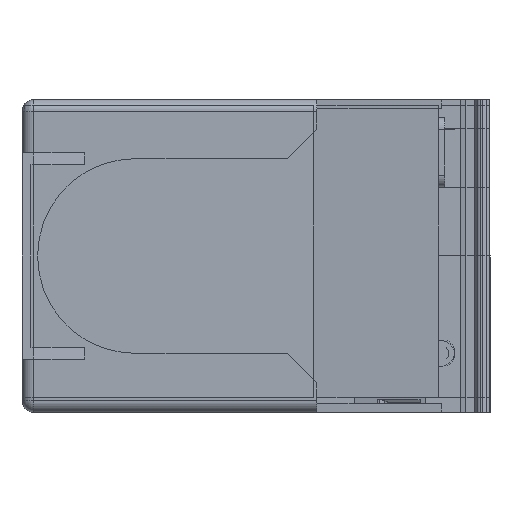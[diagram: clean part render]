
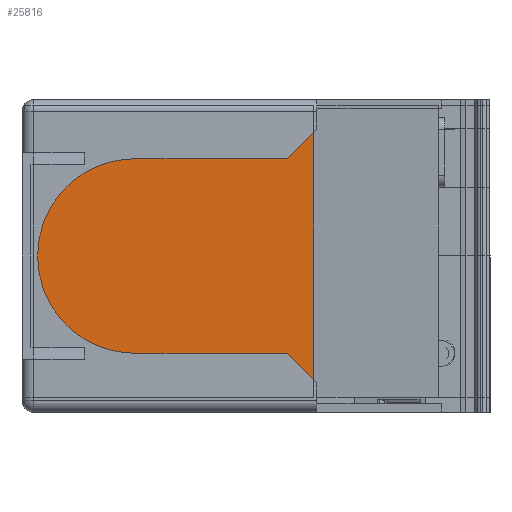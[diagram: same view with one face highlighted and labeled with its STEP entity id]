
A CAD part, left-side view. The second image highlights one B-rep face of the part: STEP entity #25816.
In plain terms, the highlighted planar face has unit normal (-1, 0, 0).
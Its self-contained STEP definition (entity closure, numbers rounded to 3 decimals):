
#2199 = AXIS2_PLACEMENT_3D ( 'NONE', #22767, #3524, #97734 ) ;
#3524 = DIRECTION ( 'NONE',  ( 1., 0., 0. ) ) ;
#5366 = VERTEX_POINT ( 'NONE', #101063 ) ;
#6746 = VECTOR ( 'NONE', #75440, 1000. ) ;
#6952 = CARTESIAN_POINT ( 'NONE',  ( -132.198, 59.288, 31.292 ) ) ;
#9546 = CARTESIAN_POINT ( 'NONE',  ( -132.198, 11.788, -169.136 ) ) ;
#9880 = CARTESIAN_POINT ( 'NONE',  ( -132.198, 59.288, -169.136 ) ) ;
#10074 = VERTEX_POINT ( 'NONE', #20085 ) ;
#14377 = EDGE_LOOP ( 'NONE', ( #28603, #105950, #44564, #117189 ) ) ;
#17268 = DIRECTION ( 'NONE',  ( 0., 0., 1. ) ) ;
#20085 = CARTESIAN_POINT ( 'NONE',  ( -132.198, 59.288, -18.208 ) ) ;
#22767 = CARTESIAN_POINT ( 'NONE',  ( -132.198, 0., -169.136 ) ) ;
#25816 = ADVANCED_FACE ( 'NONE', ( #115648 ), #32212, .F. ) ;
#28603 = ORIENTED_EDGE ( 'NONE', *, *, #52093, .F. ) ;
#32212 = PLANE ( 'NONE',  #2199 ) ;
#36808 = VECTOR ( 'NONE', #17268, 1000. ) ;
#42175 = VECTOR ( 'NONE', #90215, 1000. ) ;
#42707 = DIRECTION ( 'NONE',  ( 0., 1., 0. ) ) ;
#44148 = EDGE_CURVE ( 'NONE', #84612, #118673, #67108, .T. ) ;
#44564 = ORIENTED_EDGE ( 'NONE', *, *, #44148, .T. ) ;
#52093 = EDGE_CURVE ( 'NONE', #5366, #10074, #97937, .T. ) ;
#57611 = CARTESIAN_POINT ( 'NONE',  ( -132.198, 11.788, 31.292 ) ) ;
#58373 = EDGE_CURVE ( 'NONE', #10074, #118673, #109218, .T. ) ;
#67108 = LINE ( 'NONE', #80856, #42175 ) ;
#71402 = CARTESIAN_POINT ( 'NONE',  ( -132.198, 0., -18.208 ) ) ;
#75440 = DIRECTION ( 'NONE',  ( 0., 0., 1. ) ) ;
#80856 = CARTESIAN_POINT ( 'NONE',  ( -132.198, 0., 31.292 ) ) ;
#84612 = VERTEX_POINT ( 'NONE', #57611 ) ;
#90215 = DIRECTION ( 'NONE',  ( 0., 1., 0. ) ) ;
#94976 = VECTOR ( 'NONE', #42707, 1000. ) ;
#97734 = DIRECTION ( 'NONE',  ( 0., 0., -1. ) ) ;
#97937 = LINE ( 'NONE', #71402, #94976 ) ;
#101063 = CARTESIAN_POINT ( 'NONE',  ( -132.198, 11.788, -18.208 ) ) ;
#102490 = EDGE_CURVE ( 'NONE', #5366, #84612, #108431, .T. ) ;
#105950 = ORIENTED_EDGE ( 'NONE', *, *, #102490, .T. ) ;
#108431 = LINE ( 'NONE', #9546, #36808 ) ;
#109218 = LINE ( 'NONE', #9880, #6746 ) ;
#115648 = FACE_OUTER_BOUND ( 'NONE', #14377, .T. ) ;
#117189 = ORIENTED_EDGE ( 'NONE', *, *, #58373, .F. ) ;
#118673 = VERTEX_POINT ( 'NONE', #6952 ) ;
